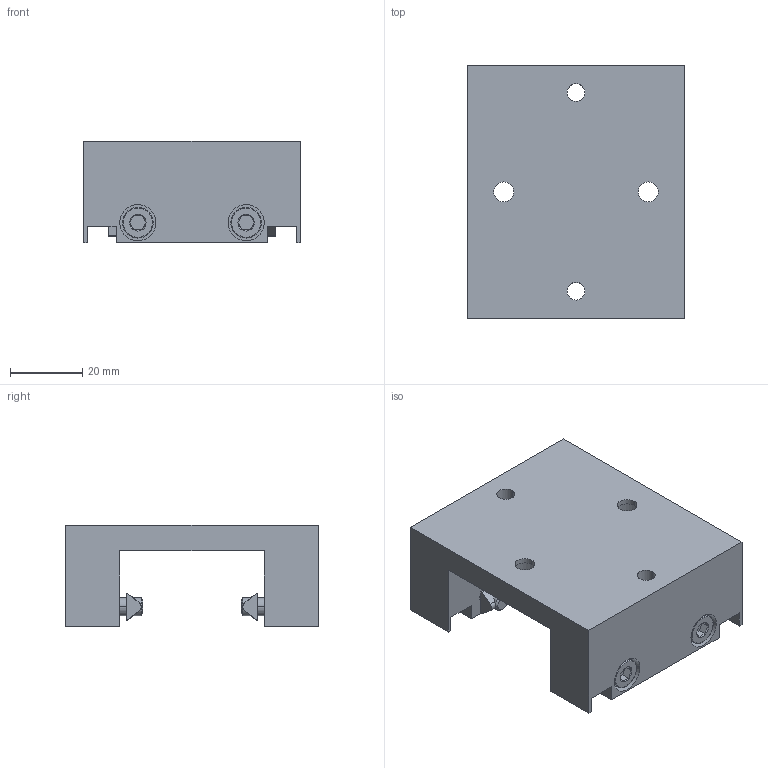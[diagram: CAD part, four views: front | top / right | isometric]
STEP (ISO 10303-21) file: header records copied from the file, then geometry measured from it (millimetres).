
FILE_DESCRIPTION(('STEP AP214'),'1');
FILE_NAME('cctmp_9283D61B-5472-40AC-8084-1BF7DD40D596_2023_01_19_14_48_03_0109_116344..stp','2023-01-19T13:48:03',('igus GmbH'),('CADClick - www.CADClick.com'),'Spatial InterOp 3D',' ','unknown authorization');
FILE_SCHEMA(('AUTOMOTIVE_DESIGN'));
Length unit declared in the file: millimetre
Products named in the file (2): 2023_01_19_14_48_03_0062; 2023_01_19_14_48_03_0109
Assembly tree (1 placements, depth 2):
  2023_01_19_14_48_03_0062
    2023_01_19_14_48_03_0109
Bounding box: 60 x 70 x 28 mm (x, y, z)
Volume: 62529 mm3; surface area: 22195.4 mm2
Topology: 5 solids, 5 shells, 222 faces, 552 edges, 356 vertices
Faces by surface type: plane 94, cylinder 80, cone 40, torus 8
Entity records: 8667 total; most frequent: CARTESIAN_POINT 1444, DIRECTION 1152, ORIENTED_EDGE 1088, EDGE_CURVE 544, AXIS2_PLACEMENT_3D 424, VERTEX_POINT 356, LINE 304, VECTOR 304
